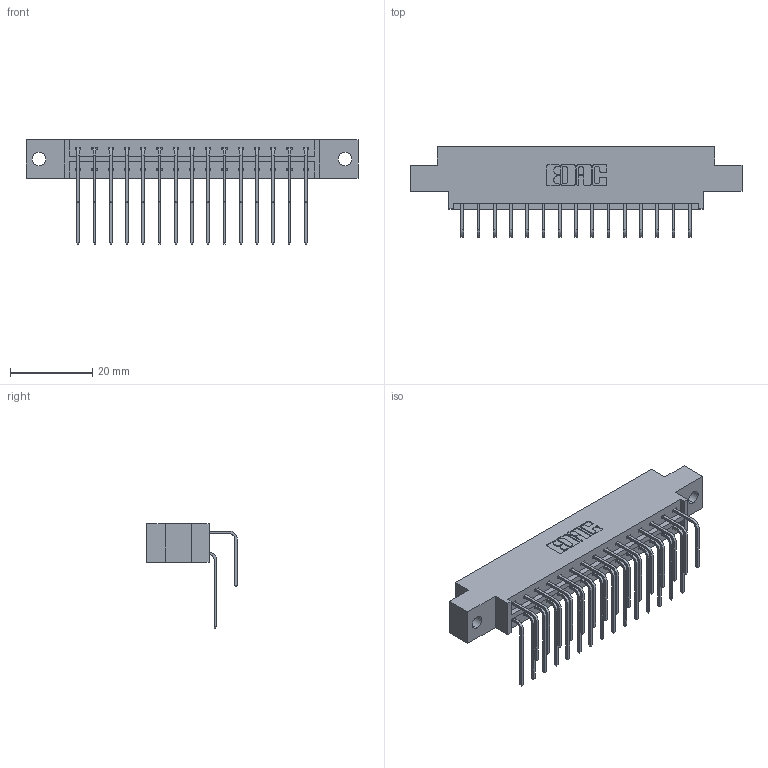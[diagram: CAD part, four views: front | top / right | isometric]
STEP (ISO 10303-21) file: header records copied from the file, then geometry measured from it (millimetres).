
FILE_DESCRIPTION (( 'STEP AP203' ), '1' );
FILE_NAME ('333-030-558-802.STEP', '2018-08-02T18:56:00', ( '' ), ( '' ), 'SwSTEP 2.0', 'SolidWorks 2016', '' );
FILE_SCHEMA (( 'CONFIG_CONTROL_DESIGN' ));
Length unit declared in the file: inch
Products named in the file (4): 333 Part_Offset - .128 Dia; 345-292-001_558 559 Tail - 1; 345-292-001_558 Tail - 2; 333-030-558-802
Assembly tree (31 placements, depth 2):
  333-030-558-802
    333 Part_Offset - .128 Dia
    345-292-001_558 559 Tail - 1  x15
    345-292-001_558 Tail - 2  x15
Bounding box: 80.98 x 22.17 x 25.53 mm (x, y, z)
Volume: 7923.2 mm3; surface area: 9886.6 mm2
Topology: 31 solids, 31 shells, 1738 faces, 5153 edges, 3394 vertices
Faces by surface type: plane 1214, cylinder 524
Entity records: 15061 total; most frequent: CARTESIAN_POINT 2581, ORIENTED_EDGE 2466, DIRECTION 2233, EDGE_CURVE 1233, VECTOR 1065, LINE 1065, VERTEX_POINT 818, AXIS2_PLACEMENT_3D 584
